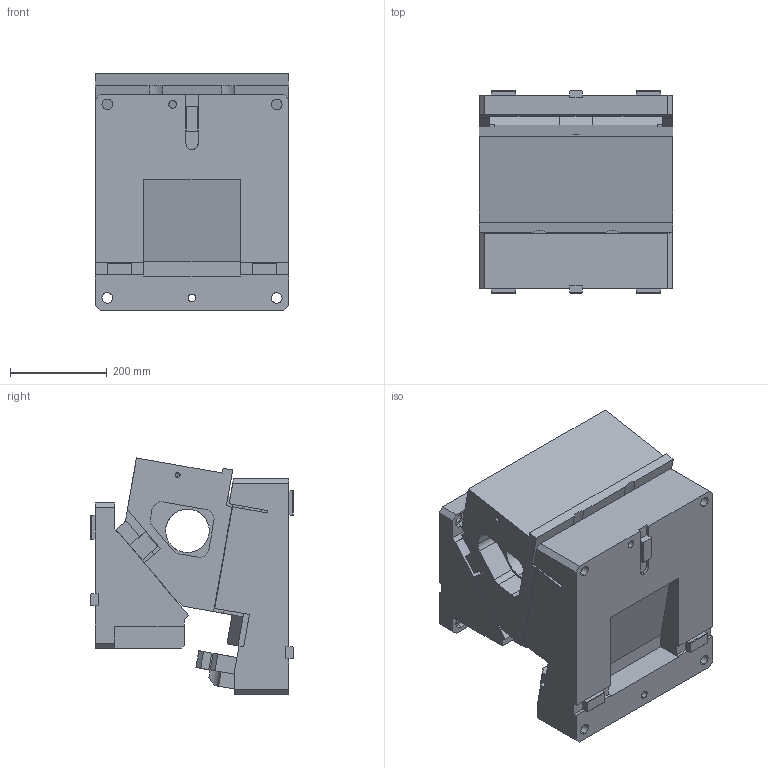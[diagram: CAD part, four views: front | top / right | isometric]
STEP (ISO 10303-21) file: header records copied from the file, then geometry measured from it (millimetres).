
FILE_DESCRIPTION(('CATIA V5 STEP Exchange'),'2;1');
FILE_NAME('CDCV_400_10_80.stp','2015-05-12T07:04:15+00:00',('none'),('none'),'CATIA Version 5 Release 19 SP 2 (IN-10)','CATIA V5 STEP AP203','none');
FILE_SCHEMA(('CONFIG_CONTROL_DESIGN'));
Length unit declared in the file: millimetre
Products named in the file (1): CDCV_400_10_80
Bounding box: 400 x 418 x 487.94 mm (x, y, z)
Volume: 47510554.7 mm3; surface area: 2061607.3 mm2
Topology: 3 solids, 3 shells, 372 faces, 1013 edges, 660 vertices
Faces by surface type: plane 288, cylinder 77, cone 6, extrusion 1
Entity records: 12173 total; most frequent: CARTESIAN_POINT 3110, ORIENTED_EDGE 2014, DIRECTION 1557, EDGE_CURVE 1007, VECTOR 840, LINE 839, VERTEX_POINT 660, EDGE_LOOP 417
